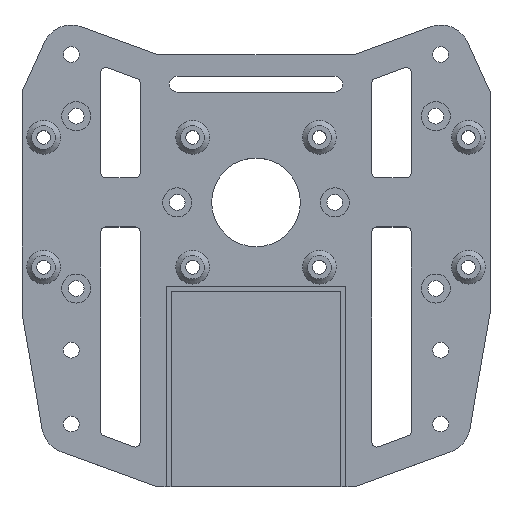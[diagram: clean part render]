
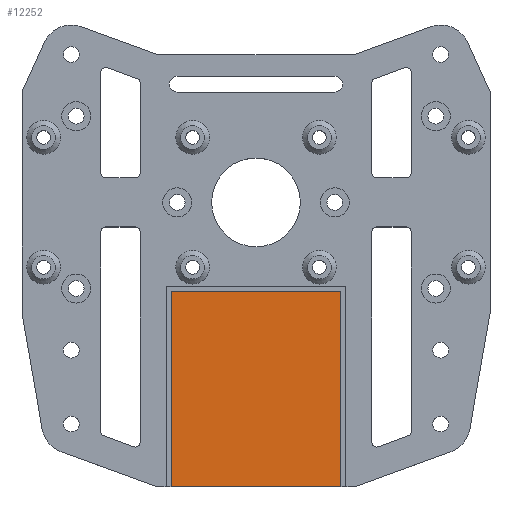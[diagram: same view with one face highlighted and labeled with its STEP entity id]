
A CAD part, top view. The second image highlights one B-rep face of the part: STEP entity #12252.
In plain terms, the highlighted planar face has unit normal (0, 0, 1).
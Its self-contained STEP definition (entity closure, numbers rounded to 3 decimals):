
#570 = PLANE('',#571);
#571 = AXIS2_PLACEMENT_3D('',#572,#573,#574);
#572 = CARTESIAN_POINT('',(-19.957,-57.77,33.5));
#573 = DIRECTION('',(0.,-1.,0.));
#574 = DIRECTION('',(0.,0.,-1.));
#12087 = PLANE('',#12088);
#12088 = AXIS2_PLACEMENT_3D('',#12089,#12090,#12091);
#12089 = CARTESIAN_POINT('',(-17.25,-63.5,38.));
#12090 = DIRECTION('',(1.,0.,0.));
#12091 = DIRECTION('',(0.,1.,0.));
#12115 = PLANE('',#12116);
#12116 = AXIS2_PLACEMENT_3D('',#12117,#12118,#12119);
#12117 = CARTESIAN_POINT('',(-17.25,-18.,38.));
#12118 = DIRECTION('',(0.,-1.,0.));
#12119 = DIRECTION('',(1.,0.,0.));
#12143 = PLANE('',#12144);
#12144 = AXIS2_PLACEMENT_3D('',#12145,#12146,#12147);
#12145 = CARTESIAN_POINT('',(17.25,-18.,38.));
#12146 = DIRECTION('',(-1.,0.,0.));
#12147 = DIRECTION('',(0.,-1.,0.));
#12181 = VERTEX_POINT('',#12182);
#12182 = CARTESIAN_POINT('',(-17.25,-57.77,34.));
#12203 = EDGE_CURVE('',#12181,#12204,#12206,.T.);
#12204 = VERTEX_POINT('',#12205);
#12205 = CARTESIAN_POINT('',(-17.25,-18.,34.));
#12206 = SURFACE_CURVE('',#12207,(#12211,#12218),.PCURVE_S1.);
#12207 = LINE('',#12208,#12209);
#12208 = CARTESIAN_POINT('',(-17.25,-63.5,34.));
#12209 = VECTOR('',#12210,1.);
#12210 = DIRECTION('',(0.,1.,0.));
#12211 = PCURVE('',#12087,#12212);
#12212 = DEFINITIONAL_REPRESENTATION('',(#12213),#12217);
#12213 = LINE('',#12214,#12215);
#12214 = CARTESIAN_POINT('',(0.,-4.));
#12215 = VECTOR('',#12216,1.);
#12216 = DIRECTION('',(1.,0.));
#12217 = ( GEOMETRIC_REPRESENTATION_CONTEXT(2) 
PARAMETRIC_REPRESENTATION_CONTEXT() REPRESENTATION_CONTEXT('2D SPACE',''
  ) );
#12218 = PCURVE('',#12219,#12224);
#12219 = PLANE('',#12220);
#12220 = AXIS2_PLACEMENT_3D('',#12221,#12222,#12223);
#12221 = CARTESIAN_POINT('',(-17.25,-18.,34.));
#12222 = DIRECTION('',(0.,0.,1.));
#12223 = DIRECTION('',(1.,0.,0.));
#12224 = DEFINITIONAL_REPRESENTATION('',(#12225),#12229);
#12225 = LINE('',#12226,#12227);
#12226 = CARTESIAN_POINT('',(0.,-45.5));
#12227 = VECTOR('',#12228,1.);
#12228 = DIRECTION('',(0.,1.));
#12229 = ( GEOMETRIC_REPRESENTATION_CONTEXT(2) 
PARAMETRIC_REPRESENTATION_CONTEXT() REPRESENTATION_CONTEXT('2D SPACE',''
  ) );
#12252 = ADVANCED_FACE('',(#12253),#12219,.T.);
#12253 = FACE_BOUND('',#12254,.T.);
#12254 = EDGE_LOOP('',(#12255,#12256,#12278,#12301));
#12255 = ORIENTED_EDGE('',*,*,#12203,.F.);
#12256 = ORIENTED_EDGE('',*,*,#12257,.T.);
#12257 = EDGE_CURVE('',#12181,#12258,#12260,.T.);
#12258 = VERTEX_POINT('',#12259);
#12259 = CARTESIAN_POINT('',(17.25,-57.77,34.));
#12260 = SURFACE_CURVE('',#12261,(#12265,#12271),.PCURVE_S1.);
#12261 = LINE('',#12262,#12263);
#12262 = CARTESIAN_POINT('',(-18.604,-57.77,34.));
#12263 = VECTOR('',#12264,1.);
#12264 = DIRECTION('',(1.,0.,0.));
#12265 = PCURVE('',#12219,#12266);
#12266 = DEFINITIONAL_REPRESENTATION('',(#12267),#12270);
#12267 = B_SPLINE_CURVE_WITH_KNOTS('',1,(#12268,#12269),.UNSPECIFIED.,
  .F.,.F.,(2,2),(1.354,35.854),
  .PIECEWISE_BEZIER_KNOTS.);
#12268 = CARTESIAN_POINT('',(0.,-39.77));
#12269 = CARTESIAN_POINT('',(34.5,-39.77));
#12270 = ( GEOMETRIC_REPRESENTATION_CONTEXT(2) 
PARAMETRIC_REPRESENTATION_CONTEXT() REPRESENTATION_CONTEXT('2D SPACE',''
  ) );
#12271 = PCURVE('',#570,#12272);
#12272 = DEFINITIONAL_REPRESENTATION('',(#12273),#12277);
#12273 = LINE('',#12274,#12275);
#12274 = CARTESIAN_POINT('',(-0.5,1.354));
#12275 = VECTOR('',#12276,1.);
#12276 = DIRECTION('',(0.,1.));
#12277 = ( GEOMETRIC_REPRESENTATION_CONTEXT(2) 
PARAMETRIC_REPRESENTATION_CONTEXT() REPRESENTATION_CONTEXT('2D SPACE',''
  ) );
#12278 = ORIENTED_EDGE('',*,*,#12279,.F.);
#12279 = EDGE_CURVE('',#12280,#12258,#12282,.T.);
#12280 = VERTEX_POINT('',#12281);
#12281 = CARTESIAN_POINT('',(17.25,-18.,34.));
#12282 = SURFACE_CURVE('',#12283,(#12287,#12294),.PCURVE_S1.);
#12283 = LINE('',#12284,#12285);
#12284 = CARTESIAN_POINT('',(17.25,-18.,34.));
#12285 = VECTOR('',#12286,1.);
#12286 = DIRECTION('',(0.,-1.,0.));
#12287 = PCURVE('',#12219,#12288);
#12288 = DEFINITIONAL_REPRESENTATION('',(#12289),#12293);
#12289 = LINE('',#12290,#12291);
#12290 = CARTESIAN_POINT('',(34.5,0.));
#12291 = VECTOR('',#12292,1.);
#12292 = DIRECTION('',(0.,-1.));
#12293 = ( GEOMETRIC_REPRESENTATION_CONTEXT(2) 
PARAMETRIC_REPRESENTATION_CONTEXT() REPRESENTATION_CONTEXT('2D SPACE',''
  ) );
#12294 = PCURVE('',#12143,#12295);
#12295 = DEFINITIONAL_REPRESENTATION('',(#12296),#12300);
#12296 = LINE('',#12297,#12298);
#12297 = CARTESIAN_POINT('',(0.,-4.));
#12298 = VECTOR('',#12299,1.);
#12299 = DIRECTION('',(1.,0.));
#12300 = ( GEOMETRIC_REPRESENTATION_CONTEXT(2) 
PARAMETRIC_REPRESENTATION_CONTEXT() REPRESENTATION_CONTEXT('2D SPACE',''
  ) );
#12301 = ORIENTED_EDGE('',*,*,#12302,.F.);
#12302 = EDGE_CURVE('',#12204,#12280,#12303,.T.);
#12303 = SURFACE_CURVE('',#12304,(#12308,#12315),.PCURVE_S1.);
#12304 = LINE('',#12305,#12306);
#12305 = CARTESIAN_POINT('',(-17.25,-18.,34.));
#12306 = VECTOR('',#12307,1.);
#12307 = DIRECTION('',(1.,0.,0.));
#12308 = PCURVE('',#12219,#12309);
#12309 = DEFINITIONAL_REPRESENTATION('',(#12310),#12314);
#12310 = LINE('',#12311,#12312);
#12311 = CARTESIAN_POINT('',(0.,0.));
#12312 = VECTOR('',#12313,1.);
#12313 = DIRECTION('',(1.,0.));
#12314 = ( GEOMETRIC_REPRESENTATION_CONTEXT(2) 
PARAMETRIC_REPRESENTATION_CONTEXT() REPRESENTATION_CONTEXT('2D SPACE',''
  ) );
#12315 = PCURVE('',#12115,#12316);
#12316 = DEFINITIONAL_REPRESENTATION('',(#12317),#12321);
#12317 = LINE('',#12318,#12319);
#12318 = CARTESIAN_POINT('',(0.,-4.));
#12319 = VECTOR('',#12320,1.);
#12320 = DIRECTION('',(1.,0.));
#12321 = ( GEOMETRIC_REPRESENTATION_CONTEXT(2) 
PARAMETRIC_REPRESENTATION_CONTEXT() REPRESENTATION_CONTEXT('2D SPACE',''
  ) );
